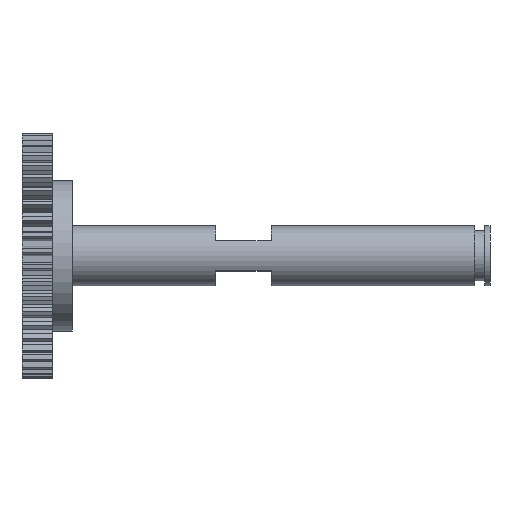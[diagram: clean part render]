
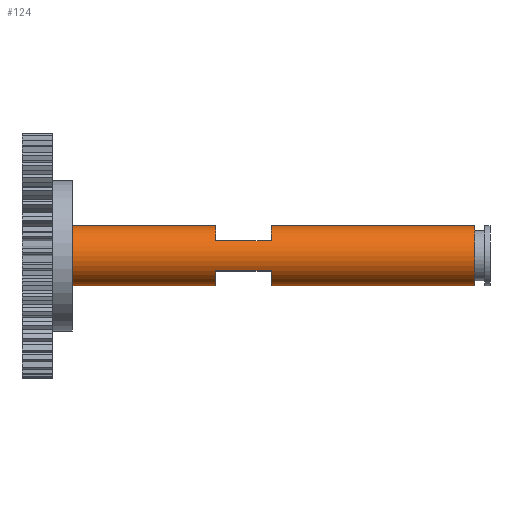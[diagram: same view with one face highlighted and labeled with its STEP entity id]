
A CAD part, top view. The second image highlights one B-rep face of the part: STEP entity #124.
In plain terms, the highlighted cylindrical face has radius 6 mm (diameter 12 mm), a full revolution.
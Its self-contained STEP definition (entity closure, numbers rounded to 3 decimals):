
#108 = EDGE_CURVE('',#109,#109,#111,.T.);
#109 = VERTEX_POINT('',#110);
#110 = CARTESIAN_POINT('',(203.654,80.957,
    145.161));
#111 = CIRCLE('',#112,6.);
#112 = AXIS2_PLACEMENT_3D('',#113,#114,#115);
#113 = CARTESIAN_POINT('',(203.654,86.957,
    145.161));
#114 = DIRECTION('',(-1.,0.,0.));
#115 = DIRECTION('',(0.,-1.,0.));
#124 = ADVANCED_FACE('',(#125,#203),#239,.T.);
#125 = FACE_BOUND('',#126,.T.);
#126 = EDGE_LOOP('',(#127,#137,#144,#145,#154,#162,#171,#177,#178,#179,
    #188,#196));
#127 = ORIENTED_EDGE('',*,*,#128,.F.);
#128 = EDGE_CURVE('',#129,#131,#133,.T.);
#129 = VERTEX_POINT('',#130);
#130 = CARTESIAN_POINT('',(123.154,80.957,
    145.161));
#131 = VERTEX_POINT('',#132);
#132 = CARTESIAN_POINT('',(151.904,80.957,
    145.161));
#133 = LINE('',#134,#135);
#134 = CARTESIAN_POINT('',(113.154,80.957,
    145.161));
#135 = VECTOR('',#136,1.);
#136 = DIRECTION('',(1.,0.,0.));
#137 = ORIENTED_EDGE('',*,*,#138,.F.);
#138 = EDGE_CURVE('',#129,#129,#139,.T.);
#139 = CIRCLE('',#140,6.);
#140 = AXIS2_PLACEMENT_3D('',#141,#142,#143);
#141 = CARTESIAN_POINT('',(123.154,86.957,
    145.161));
#142 = DIRECTION('',(-1.,0.,0.));
#143 = DIRECTION('',(0.,-1.,0.));
#144 = ORIENTED_EDGE('',*,*,#128,.T.);
#145 = ORIENTED_EDGE('',*,*,#146,.T.);
#146 = EDGE_CURVE('',#131,#147,#149,.T.);
#147 = VERTEX_POINT('',#148);
#148 = CARTESIAN_POINT('',(151.904,83.957,
    150.358));
#149 = CIRCLE('',#150,6.);
#150 = AXIS2_PLACEMENT_3D('',#151,#152,#153);
#151 = CARTESIAN_POINT('',(151.904,86.957,
    145.161));
#152 = DIRECTION('',(-1.,0.,0.));
#153 = DIRECTION('',(0.,-1.,0.));
#154 = ORIENTED_EDGE('',*,*,#155,.F.);
#155 = EDGE_CURVE('',#156,#147,#158,.T.);
#156 = VERTEX_POINT('',#157);
#157 = CARTESIAN_POINT('',(162.904,83.957,
    150.358));
#158 = LINE('',#159,#160);
#159 = CARTESIAN_POINT('',(113.154,83.957,
    150.358));
#160 = VECTOR('',#161,1.);
#161 = DIRECTION('',(-1.,0.,0.));
#162 = ORIENTED_EDGE('',*,*,#163,.F.);
#163 = EDGE_CURVE('',#164,#156,#166,.T.);
#164 = VERTEX_POINT('',#165);
#165 = CARTESIAN_POINT('',(162.904,80.957,
    145.161));
#166 = CIRCLE('',#167,6.);
#167 = AXIS2_PLACEMENT_3D('',#168,#169,#170);
#168 = CARTESIAN_POINT('',(162.904,86.957,
    145.161));
#169 = DIRECTION('',(-1.,0.,0.));
#170 = DIRECTION('',(0.,-1.,0.));
#171 = ORIENTED_EDGE('',*,*,#172,.T.);
#172 = EDGE_CURVE('',#164,#109,#173,.T.);
#173 = LINE('',#174,#175);
#174 = CARTESIAN_POINT('',(113.154,80.957,
    145.161));
#175 = VECTOR('',#176,1.);
#176 = DIRECTION('',(1.,0.,0.));
#177 = ORIENTED_EDGE('',*,*,#108,.T.);
#178 = ORIENTED_EDGE('',*,*,#172,.F.);
#179 = ORIENTED_EDGE('',*,*,#180,.F.);
#180 = EDGE_CURVE('',#181,#164,#183,.T.);
#181 = VERTEX_POINT('',#182);
#182 = CARTESIAN_POINT('',(162.904,83.957,
    139.965));
#183 = CIRCLE('',#184,6.);
#184 = AXIS2_PLACEMENT_3D('',#185,#186,#187);
#185 = CARTESIAN_POINT('',(162.904,86.957,
    145.161));
#186 = DIRECTION('',(-1.,0.,0.));
#187 = DIRECTION('',(0.,-1.,0.));
#188 = ORIENTED_EDGE('',*,*,#189,.T.);
#189 = EDGE_CURVE('',#181,#190,#192,.T.);
#190 = VERTEX_POINT('',#191);
#191 = CARTESIAN_POINT('',(151.904,83.957,
    139.965));
#192 = LINE('',#193,#194);
#193 = CARTESIAN_POINT('',(113.154,83.957,
    139.965));
#194 = VECTOR('',#195,1.);
#195 = DIRECTION('',(-1.,0.,0.));
#196 = ORIENTED_EDGE('',*,*,#197,.T.);
#197 = EDGE_CURVE('',#190,#131,#198,.T.);
#198 = CIRCLE('',#199,6.);
#199 = AXIS2_PLACEMENT_3D('',#200,#201,#202);
#200 = CARTESIAN_POINT('',(151.904,86.957,
    145.161));
#201 = DIRECTION('',(-1.,0.,0.));
#202 = DIRECTION('',(0.,-1.,0.));
#203 = FACE_BOUND('',#204,.T.);
#204 = EDGE_LOOP('',(#205,#215,#224,#232));
#205 = ORIENTED_EDGE('',*,*,#206,.T.);
#206 = EDGE_CURVE('',#207,#209,#211,.T.);
#207 = VERTEX_POINT('',#208);
#208 = CARTESIAN_POINT('',(162.904,89.957,
    150.358));
#209 = VERTEX_POINT('',#210);
#210 = CARTESIAN_POINT('',(151.904,89.957,
    150.358));
#211 = LINE('',#212,#213);
#212 = CARTESIAN_POINT('',(113.154,89.957,
    150.358));
#213 = VECTOR('',#214,1.);
#214 = DIRECTION('',(-1.,0.,0.));
#215 = ORIENTED_EDGE('',*,*,#216,.T.);
#216 = EDGE_CURVE('',#209,#217,#219,.T.);
#217 = VERTEX_POINT('',#218);
#218 = CARTESIAN_POINT('',(151.904,89.957,
    139.965));
#219 = CIRCLE('',#220,6.);
#220 = AXIS2_PLACEMENT_3D('',#221,#222,#223);
#221 = CARTESIAN_POINT('',(151.904,86.957,
    145.161));
#222 = DIRECTION('',(-1.,0.,0.));
#223 = DIRECTION('',(0.,-1.,0.));
#224 = ORIENTED_EDGE('',*,*,#225,.F.);
#225 = EDGE_CURVE('',#226,#217,#228,.T.);
#226 = VERTEX_POINT('',#227);
#227 = CARTESIAN_POINT('',(162.904,89.957,
    139.965));
#228 = LINE('',#229,#230);
#229 = CARTESIAN_POINT('',(113.154,89.957,
    139.965));
#230 = VECTOR('',#231,1.);
#231 = DIRECTION('',(-1.,0.,0.));
#232 = ORIENTED_EDGE('',*,*,#233,.F.);
#233 = EDGE_CURVE('',#207,#226,#234,.T.);
#234 = CIRCLE('',#235,6.);
#235 = AXIS2_PLACEMENT_3D('',#236,#237,#238);
#236 = CARTESIAN_POINT('',(162.904,86.957,
    145.161));
#237 = DIRECTION('',(-1.,0.,0.));
#238 = DIRECTION('',(0.,-1.,0.));
#239 = CYLINDRICAL_SURFACE('',#240,6.);
#240 = AXIS2_PLACEMENT_3D('',#241,#242,#243);
#241 = CARTESIAN_POINT('',(113.154,86.957,
    145.161));
#242 = DIRECTION('',(-1.,0.,0.));
#243 = DIRECTION('',(0.,-1.,0.));
